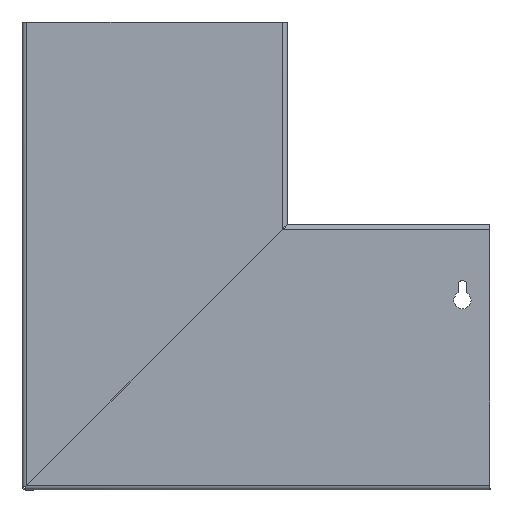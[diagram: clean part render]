
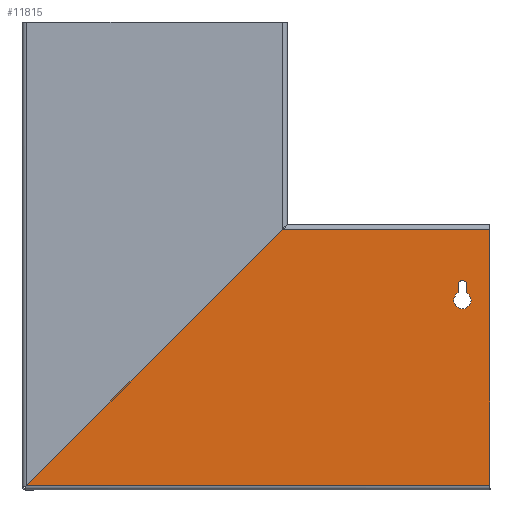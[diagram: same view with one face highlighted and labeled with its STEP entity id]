
A CAD part, left-side view. The second image highlights one B-rep face of the part: STEP entity #11815.
In plain terms, the highlighted planar face has unit normal (-1, 0, 0).
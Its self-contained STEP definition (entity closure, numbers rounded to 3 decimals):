
#155 = CARTESIAN_POINT ( 'NONE',  ( 0., -214.85, 166.05 ) ) ;
#713 = ORIENTED_EDGE ( 'NONE', *, *, #3252, .T. ) ;
#1700 = DIRECTION ( 'NONE',  ( 0., -1., 0. ) ) ;
#1841 = AXIS2_PLACEMENT_3D ( 'NONE', #13760, #3124, #15534 ) ;
#2170 = CARTESIAN_POINT ( 'NONE',  ( 0., -197.2, 120.55 ) ) ;
#2283 = CARTESIAN_POINT ( 'NONE',  ( 0., 382.95, 166.05 ) ) ;
#2610 = EDGE_CURVE ( 'NONE', #3206, #11397, #18890, .T. ) ;
#2869 = VERTEX_POINT ( 'NONE', #15328 ) ;
#3042 = VERTEX_POINT ( 'NONE', #6884 ) ;
#3124 = DIRECTION ( 'NONE',  ( -1., 0., 0. ) ) ;
#3206 = VERTEX_POINT ( 'NONE', #9656 ) ;
#3252 = EDGE_CURVE ( 'NONE', #16234, #14824, #6071, .T. ) ;
#3377 = VECTOR ( 'NONE', #9773, 1000. ) ;
#3466 = VECTOR ( 'NONE', #7716, 1000. ) ;
#3473 = VERTEX_POINT ( 'NONE', #10500 ) ;
#3570 = VERTEX_POINT ( 'NONE', #155 ) ;
#3654 = VECTOR ( 'NONE', #1700, 1000. ) ;
#3969 = DIRECTION ( 'NONE',  ( 0., -1., 0. ) ) ;
#4190 = CARTESIAN_POINT ( 'NONE',  ( 0., -199.95, 125.313 ) ) ;
#4200 = VECTOR ( 'NONE', #6687, 1000. ) ;
#4669 = CIRCLE ( 'NONE', #1841, 5.5 ) ;
#4913 = CARTESIAN_POINT ( 'NONE',  ( 0., -199.95, 130.55 ) ) ;
#5101 = DIRECTION ( 'NONE',  ( -1., 0., 0. ) ) ;
#6071 = LINE ( 'NONE', #6258, #19717 ) ;
#6166 = FACE_BOUND ( 'NONE', #15306, .T. ) ;
#6258 = CARTESIAN_POINT ( 'NONE',  ( 0., 382.95, 2.05 ) ) ;
#6687 = DIRECTION ( 'NONE',  ( 0., 0., 1. ) ) ;
#6688 = ORIENTED_EDGE ( 'NONE', *, *, #17542, .F. ) ;
#6884 = CARTESIAN_POINT ( 'NONE',  ( 0., -194.45, 130.55 ) ) ;
#7237 = CARTESIAN_POINT ( 'NONE',  ( 0., -199.95, 130.55 ) ) ;
#7716 = DIRECTION ( 'NONE',  ( 0., -0.707, 0.707 ) ) ;
#7975 = CIRCLE ( 'NONE', #15886, 5.5 ) ;
#9003 = EDGE_CURVE ( 'NONE', #16234, #3473, #17638, .T. ) ;
#9228 = DIRECTION ( 'NONE',  ( -1., 0., 0. ) ) ;
#9656 = CARTESIAN_POINT ( 'NONE',  ( 0., -202.7, 120.55 ) ) ;
#9773 = DIRECTION ( 'NONE',  ( 0., 0., -1. ) ) ;
#9915 = DIRECTION ( 'NONE',  ( 0., 0., -1. ) ) ;
#10051 = LINE ( 'NONE', #12279, #3654 ) ;
#10366 = EDGE_CURVE ( 'NONE', #3570, #14824, #13423, .T. ) ;
#10500 = CARTESIAN_POINT ( 'NONE',  ( 0., -81.951, 166.05 ) ) ;
#11135 = DIRECTION ( 'NONE',  ( -1., 0., 0. ) ) ;
#11397 = VERTEX_POINT ( 'NONE', #4190 ) ;
#11481 = CARTESIAN_POINT ( 'NONE',  ( 0., -194.45, 130.55 ) ) ;
#11716 = EDGE_CURVE ( 'NONE', #3473, #3570, #10051, .T. ) ;
#11790 = ORIENTED_EDGE ( 'NONE', *, *, #17902, .F. ) ;
#11815 = ADVANCED_FACE ( 'NONE', ( #20915, #6166 ), #16481, .T. ) ;
#12279 = CARTESIAN_POINT ( 'NONE',  ( 0., 382.95, 166.05 ) ) ;
#13122 = ORIENTED_EDGE ( 'NONE', *, *, #10366, .F. ) ;
#13234 = AXIS2_PLACEMENT_3D ( 'NONE', #19893, #9228, #21672 ) ;
#13423 = LINE ( 'NONE', #20580, #22914 ) ;
#13455 = ORIENTED_EDGE ( 'NONE', *, *, #15068, .F. ) ;
#13760 = CARTESIAN_POINT ( 'NONE',  ( 0., -197.2, 120.55 ) ) ;
#14600 = DIRECTION ( 'NONE',  ( -1., 0., 0. ) ) ;
#14786 = CARTESIAN_POINT ( 'NONE',  ( 0., 150.5, -66.4 ) ) ;
#14824 = VERTEX_POINT ( 'NONE', #22750 ) ;
#14997 = ORIENTED_EDGE ( 'NONE', *, *, #18052, .F. ) ;
#15068 = EDGE_CURVE ( 'NONE', #2869, #3206, #7975, .T. ) ;
#15306 = EDGE_LOOP ( 'NONE', ( #6688, #14997, #19182, #13455, #19910, #11790 ) ) ;
#15328 = CARTESIAN_POINT ( 'NONE',  ( 0., -191.7, 120.55 ) ) ;
#15534 = DIRECTION ( 'NONE',  ( 0., -1., 0. ) ) ;
#15696 = CARTESIAN_POINT ( 'NONE',  ( 0., -197.2, 130.55 ) ) ;
#15748 = VERTEX_POINT ( 'NONE', #22395 ) ;
#15886 = AXIS2_PLACEMENT_3D ( 'NONE', #2170, #14600, #3969 ) ;
#15893 = ORIENTED_EDGE ( 'NONE', *, *, #9003, .F. ) ;
#16234 = VERTEX_POINT ( 'NONE', #16714 ) ;
#16481 = PLANE ( 'NONE',  #22715 ) ;
#16714 = CARTESIAN_POINT ( 'NONE',  ( 0., 82.049, 2.05 ) ) ;
#16793 = ORIENTED_EDGE ( 'NONE', *, *, #11716, .F. ) ;
#17493 = DIRECTION ( 'NONE',  ( 0., -1., 0. ) ) ;
#17542 = EDGE_CURVE ( 'NONE', #17664, #3042, #18150, .T. ) ;
#17555 = LINE ( 'NONE', #11481, #3377 ) ;
#17638 = LINE ( 'NONE', #14786, #3466 ) ;
#17664 = VERTEX_POINT ( 'NONE', #7237 ) ;
#17746 = EDGE_LOOP ( 'NONE', ( #15893, #713, #13122, #16793 ) ) ;
#17902 = EDGE_CURVE ( 'NONE', #3042, #15748, #17555, .T. ) ;
#18052 = EDGE_CURVE ( 'NONE', #11397, #17664, #18372, .T. ) ;
#18150 = CIRCLE ( 'NONE', #19083, 2.75 ) ;
#18291 = DIRECTION ( 'NONE',  ( 0., 1., 0. ) ) ;
#18372 = LINE ( 'NONE', #4913, #4200 ) ;
#18890 = CIRCLE ( 'NONE', #13234, 5.5 ) ;
#19083 = AXIS2_PLACEMENT_3D ( 'NONE', #15696, #5101, #17493 ) ;
#19182 = ORIENTED_EDGE ( 'NONE', *, *, #2610, .F. ) ;
#19717 = VECTOR ( 'NONE', #20480, 1000. ) ;
#19893 = CARTESIAN_POINT ( 'NONE',  ( 0., -197.2, 120.55 ) ) ;
#19910 = ORIENTED_EDGE ( 'NONE', *, *, #20253, .F. ) ;
#20253 = EDGE_CURVE ( 'NONE', #15748, #2869, #4669, .T. ) ;
#20480 = DIRECTION ( 'NONE',  ( 0., -1., 0. ) ) ;
#20580 = CARTESIAN_POINT ( 'NONE',  ( 0., -214.85, 166.05 ) ) ;
#20915 = FACE_OUTER_BOUND ( 'NONE', #17746, .T. ) ;
#21672 = DIRECTION ( 'NONE',  ( 0., -1., 0. ) ) ;
#22395 = CARTESIAN_POINT ( 'NONE',  ( 0., -194.45, 125.313 ) ) ;
#22715 = AXIS2_PLACEMENT_3D ( 'NONE', #2283, #11135, #18291 ) ;
#22750 = CARTESIAN_POINT ( 'NONE',  ( 0., -214.85, 2.05 ) ) ;
#22914 = VECTOR ( 'NONE', #9915, 1000. ) ;
